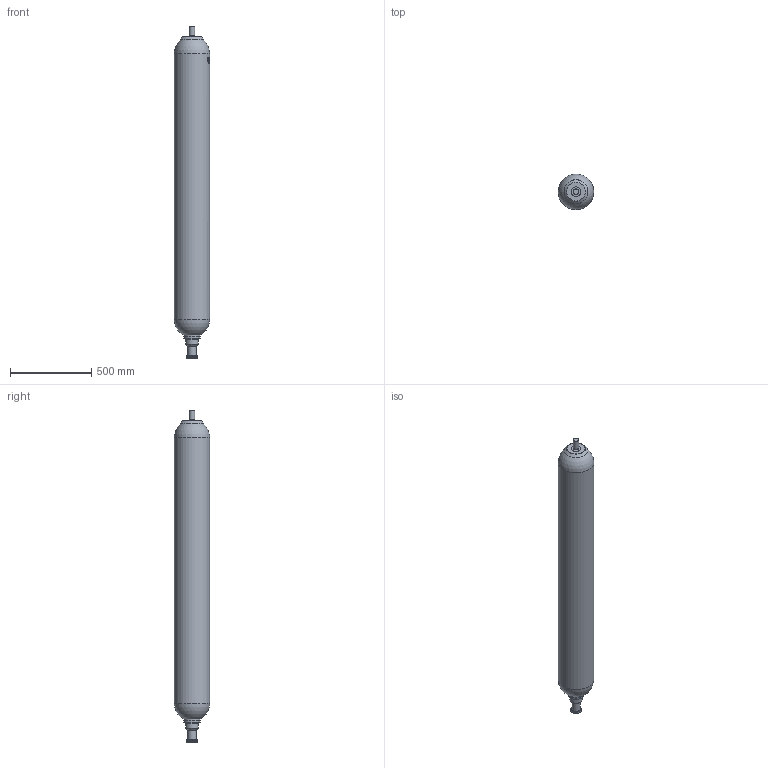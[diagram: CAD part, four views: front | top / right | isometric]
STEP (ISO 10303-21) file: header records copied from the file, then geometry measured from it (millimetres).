
FILE_DESCRIPTION(/* description */ ('Unknown'),/* implementation_level */ '2;1');
FILE_NAME(/* name */ 'EHVF_57-250_xxxxxx',/* time_stamp */ '2018-08-16T16:52:54+02:00',/* author */ ('Unknown'),/* organization */ ('Unknown'),/* preprocessor_version */ 'ST-DEVELOPER v16.7',/* originating_system */ 'DEX',/* authorisation */ $);
FILE_SCHEMA (('AUTOMOTIVE_DESIGN {1 0 10303 214 3 1 1}'));
Length unit declared in the file: millimetre
Products named in the file (2): EHVF_50-250_110771; 1
Assembly tree (1 placements, depth 2):
  EHVF_50-250_110771
    1
Bounding box: 219.1 x 219.1 x 2047.2 mm (x, y, z)
Volume: 67719907.1 mm3; surface area: 1353474 mm2
Topology: 1 solids, 1 shells, 215 faces, 503 edges, 324 vertices
Faces by surface type: plane 136, cylinder 35, bspline 22, cone 15, torus 5, sphere 2
Full cylindrical faces by diameter (mm): 33.6 x1, 34 x1, 45.3 x1, 50 x1, 53.7 x1, 63.8 x1, 76 x1, 78 x1, 98.977 x1, 100.7 x1, 219.1 x1
Entity records: 10078 total; most frequent: CARTESIAN_POINT 3674, DIRECTION 1042, ORIENTED_EDGE 946, EDGE_CURVE 473, AXIS2_PLACEMENT_3D 430, VERTEX_POINT 323, EDGE_LOOP 278, FACE_BOUND 278
